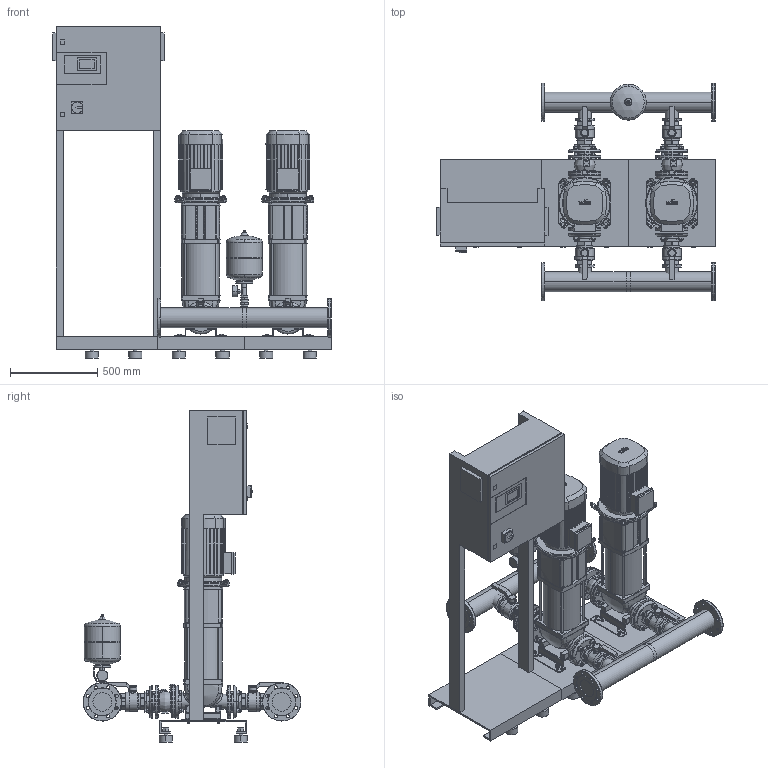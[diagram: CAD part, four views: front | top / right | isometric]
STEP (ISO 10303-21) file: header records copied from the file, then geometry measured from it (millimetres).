
FILE_DESCRIPTION((''),'2;1');
FILE_NAME('3d_CO-2HELIXV3603_K_CC-01-2530586.stp','2016-01-25T10:07:25',(''),(''),'Mechanical Desktop 2009','Mechanical Desktop 2009',', , ');
FILE_SCHEMA(('CONFIG_CONTROL_DESIGN'));
Length unit declared in the file: millimetre
Products named in the file (1): Product
Bounding box: 1600 x 1250 x 1905 mm (x, y, z)
Volume: 251472232.4 mm3; surface area: 12662107.1 mm2
Topology: 131 solids, 131 shells, 4233 faces, 10931 edges, 7098 vertices
Faces by surface type: bspline 1589, plane 1552, cylinder 814, cone 152, torus 124, sphere 2
Entity records: 147706 total; most frequent: CARTESIAN_POINT 46183, ORIENTED_EDGE 21794, DIRECTION 19495, EDGE_CURVE 10897, VERTEX_POINT 7084, VECTOR 6681, LINE 6681, AXIS2_PLACEMENT_3D 6407
